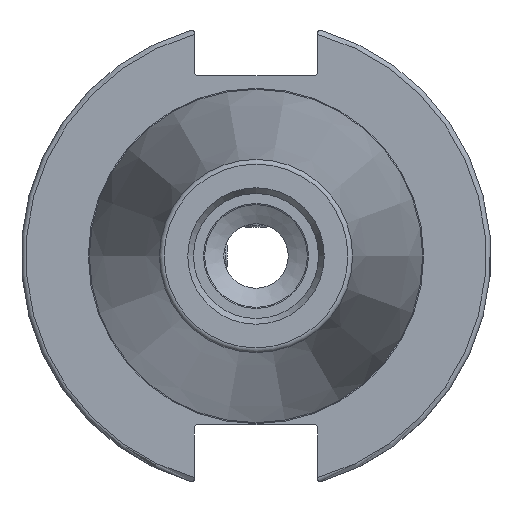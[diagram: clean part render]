
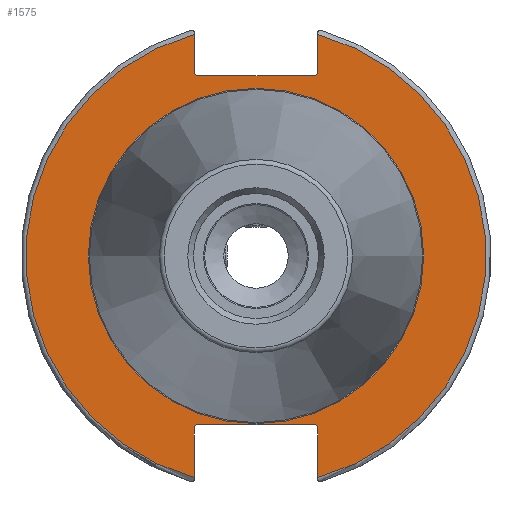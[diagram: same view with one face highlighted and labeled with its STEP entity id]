
A CAD part, left-side view. The second image highlights one B-rep face of the part: STEP entity #1575.
In plain terms, the highlighted planar face has unit normal (-1, 0, 0).
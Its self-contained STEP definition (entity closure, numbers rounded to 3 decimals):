
#68=FACE_BOUND('',#300,.T.);
#79=PLANE('',#1775);
#193=FACE_OUTER_BOUND('',#299,.T.);
#299=EDGE_LOOP('',(#1195,#1196,#1197,#1198,#1199,#1200,#1201,#1202,#1203,
#1204,#1205,#1206));
#300=EDGE_LOOP('',(#1207));
#399=LINE('',#2686,#509);
#400=LINE('',#2688,#510);
#401=LINE('',#2690,#511);
#402=LINE('',#2692,#512);
#403=LINE('',#2694,#513);
#404=LINE('',#2698,#514);
#405=LINE('',#2700,#515);
#406=LINE('',#2702,#516);
#407=LINE('',#2704,#517);
#408=LINE('',#2705,#518);
#509=VECTOR('',#2062,10.);
#510=VECTOR('',#2063,10.);
#511=VECTOR('',#2064,10.);
#512=VECTOR('',#2065,10.);
#513=VECTOR('',#2066,10.);
#514=VECTOR('',#2069,10.);
#515=VECTOR('',#2070,10.);
#516=VECTOR('',#2071,10.);
#517=VECTOR('',#2072,10.);
#518=VECTOR('',#2073,10.);
#628=CIRCLE('',#1773,35.125);
#630=CIRCLE('',#1776,48.213);
#631=CIRCLE('',#1777,48.213);
#726=VERTEX_POINT('',#2677);
#727=VERTEX_POINT('',#2682);
#728=VERTEX_POINT('',#2683);
#729=VERTEX_POINT('',#2685);
#730=VERTEX_POINT('',#2687);
#731=VERTEX_POINT('',#2689);
#732=VERTEX_POINT('',#2691);
#733=VERTEX_POINT('',#2693);
#734=VERTEX_POINT('',#2695);
#735=VERTEX_POINT('',#2697);
#736=VERTEX_POINT('',#2699);
#737=VERTEX_POINT('',#2701);
#738=VERTEX_POINT('',#2703);
#899=EDGE_CURVE('',#726,#726,#628,.T.);
#901=EDGE_CURVE('',#727,#728,#630,.T.);
#902=EDGE_CURVE('',#727,#729,#399,.T.);
#903=EDGE_CURVE('',#730,#729,#400,.T.);
#904=EDGE_CURVE('',#730,#731,#401,.T.);
#905=EDGE_CURVE('',#732,#731,#402,.T.);
#906=EDGE_CURVE('',#732,#733,#403,.T.);
#907=EDGE_CURVE('',#734,#733,#631,.T.);
#908=EDGE_CURVE('',#734,#735,#404,.T.);
#909=EDGE_CURVE('',#736,#735,#405,.T.);
#910=EDGE_CURVE('',#736,#737,#406,.T.);
#911=EDGE_CURVE('',#738,#737,#407,.T.);
#912=EDGE_CURVE('',#738,#728,#408,.T.);
#1195=ORIENTED_EDGE('',*,*,#901,.F.);
#1196=ORIENTED_EDGE('',*,*,#902,.T.);
#1197=ORIENTED_EDGE('',*,*,#903,.F.);
#1198=ORIENTED_EDGE('',*,*,#904,.T.);
#1199=ORIENTED_EDGE('',*,*,#905,.F.);
#1200=ORIENTED_EDGE('',*,*,#906,.T.);
#1201=ORIENTED_EDGE('',*,*,#907,.F.);
#1202=ORIENTED_EDGE('',*,*,#908,.T.);
#1203=ORIENTED_EDGE('',*,*,#909,.F.);
#1204=ORIENTED_EDGE('',*,*,#910,.T.);
#1205=ORIENTED_EDGE('',*,*,#911,.F.);
#1206=ORIENTED_EDGE('',*,*,#912,.T.);
#1207=ORIENTED_EDGE('',*,*,#899,.F.);
#1575=ADVANCED_FACE('',(#193,#68),#79,.T.);
#1773=AXIS2_PLACEMENT_3D('',#2679,#2054,#2055);
#1775=AXIS2_PLACEMENT_3D('',#2681,#2058,#2059);
#1776=AXIS2_PLACEMENT_3D('',#2684,#2060,#2061);
#1777=AXIS2_PLACEMENT_3D('',#2696,#2067,#2068);
#2054=DIRECTION('center_axis',(-1.,0.,0.));
#2055=DIRECTION('ref_axis',(0.,-1.,0.));
#2058=DIRECTION('center_axis',(-1.,0.,0.));
#2059=DIRECTION('ref_axis',(0.,0.,1.));
#2060=DIRECTION('center_axis',(1.,0.,0.));
#2061=DIRECTION('ref_axis',(0.,-1.,0.));
#2062=DIRECTION('',(0.,0.,-1.));
#2063=DIRECTION('',(0.,-0.707,0.707));
#2064=DIRECTION('',(0.,1.,0.));
#2065=DIRECTION('',(0.,-0.707,-0.707));
#2066=DIRECTION('',(0.,0.,1.));
#2067=DIRECTION('center_axis',(1.,0.,0.));
#2068=DIRECTION('ref_axis',(0.,1.,0.));
#2069=DIRECTION('',(0.,0.,1.));
#2070=DIRECTION('',(0.,0.707,-0.707));
#2071=DIRECTION('',(0.,-1.,0.));
#2072=DIRECTION('',(0.,0.707,0.707));
#2073=DIRECTION('',(0.,0.,-1.));
#2677=CARTESIAN_POINT('',(3.175,0.,35.125));
#2679=CARTESIAN_POINT('Origin',(3.175,0.,0.));
#2681=CARTESIAN_POINT('Origin',(3.175,49.213,0.));
#2682=CARTESIAN_POINT('',(3.175,-12.95,46.441));
#2683=CARTESIAN_POINT('',(3.175,-12.95,-46.441));
#2684=CARTESIAN_POINT('Origin',(3.175,0.,0.));
#2685=CARTESIAN_POINT('',(3.175,-12.95,38.219));
#2686=CARTESIAN_POINT('',(3.175,-12.95,18.86));
#2687=CARTESIAN_POINT('',(3.175,-12.45,37.719));
#2688=CARTESIAN_POINT('',(3.175,12.27,12.999));
#2689=CARTESIAN_POINT('',(3.175,12.45,37.719));
#2690=CARTESIAN_POINT('',(3.175,24.606,37.719));
#2691=CARTESIAN_POINT('',(3.175,12.95,38.219));
#2692=CARTESIAN_POINT('',(3.175,12.336,37.605));
#2693=CARTESIAN_POINT('',(3.175,12.95,46.441));
#2694=CARTESIAN_POINT('',(3.175,12.95,18.86));
#2695=CARTESIAN_POINT('',(3.175,12.95,-46.441));
#2696=CARTESIAN_POINT('Origin',(3.175,0.,0.));
#2697=CARTESIAN_POINT('',(3.175,12.95,-35.806));
#2698=CARTESIAN_POINT('',(3.175,12.95,-17.653));
#2699=CARTESIAN_POINT('',(3.175,12.45,-35.306));
#2700=CARTESIAN_POINT('',(3.175,12.939,-35.795));
#2701=CARTESIAN_POINT('',(3.175,-12.45,-35.306));
#2702=CARTESIAN_POINT('',(3.175,24.606,-35.306));
#2703=CARTESIAN_POINT('',(3.175,-12.95,-35.806));
#2704=CARTESIAN_POINT('',(3.175,11.667,-11.189));
#2705=CARTESIAN_POINT('',(3.175,-12.95,-17.653));
